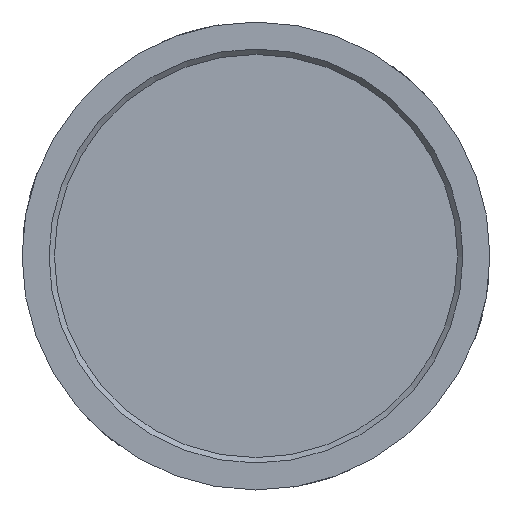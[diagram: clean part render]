
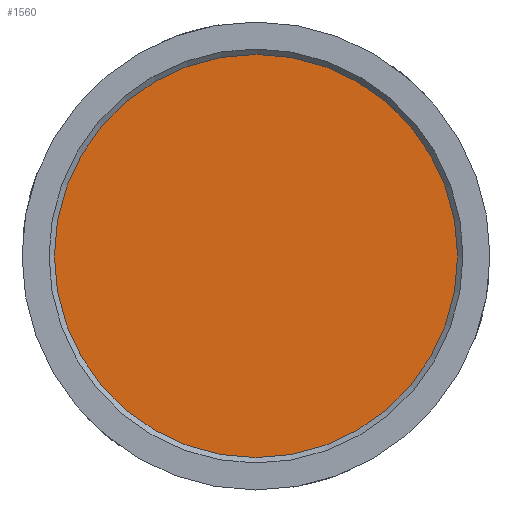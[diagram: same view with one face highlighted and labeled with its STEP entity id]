
A CAD part, left-side view. The second image highlights one B-rep face of the part: STEP entity #1560.
In plain terms, the highlighted planar face has unit normal (-1, 0, 0).
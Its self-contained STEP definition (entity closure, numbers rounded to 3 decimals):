
#1544=CARTESIAN_POINT('',(0.,2.038,0.0));
#1545=DIRECTION('',(-1.0,0.0,0.0));
#1546=DIRECTION('',(0.0,0.0,1.0));
#1547=AXIS2_PLACEMENT_3D('',#1544,#1545,#1546);
#1548=PLANE('',#1547);
#1549=CARTESIAN_POINT('',(0.0,2.8,0.0));
#1550=VERTEX_POINT('',#1549);
#1551=CARTESIAN_POINT('',(0.0,0.0,0.0));
#1552=DIRECTION('',(1.0,0.0,0.0));
#1553=DIRECTION('',(0.0,1.0,0.0));
#1554=AXIS2_PLACEMENT_3D('',#1551,#1552,#1553);
#1555=CIRCLE('',#1554,2.8);
#1556=EDGE_CURVE('',#1550,#1550,#1555,.T.);
#1557=ORIENTED_EDGE('',*,*,#1556,.F.);
#1558=EDGE_LOOP('',(#1557));
#1559=FACE_OUTER_BOUND('',#1558,.T.);
#1560=ADVANCED_FACE('',(#1559),#1548,.T.);
